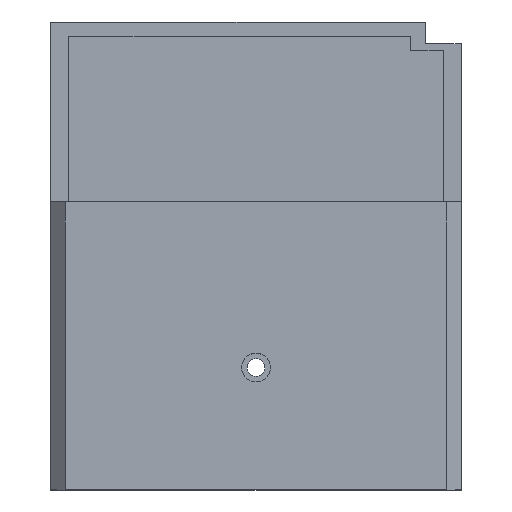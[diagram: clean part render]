
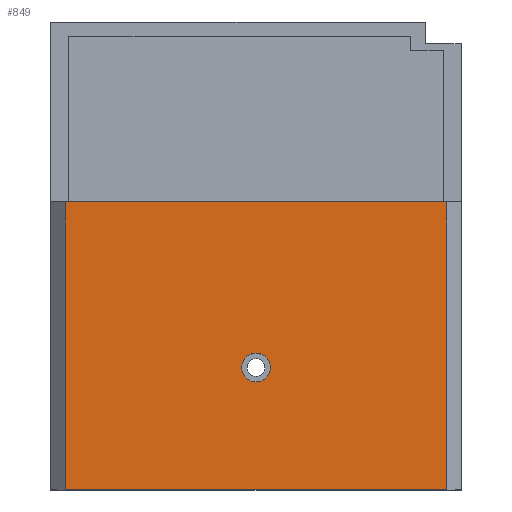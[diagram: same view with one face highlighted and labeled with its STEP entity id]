
A CAD part, top view. The second image highlights one B-rep face of the part: STEP entity #849.
In plain terms, the highlighted face is planar.
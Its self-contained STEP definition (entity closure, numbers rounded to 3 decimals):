
#30=FACE_BOUND('',#138,.T.);
#42=CIRCLE('',#932,2.);
#88=FACE_OUTER_BOUND('',#137,.T.);
#137=EDGE_LOOP('',(#719,#720,#721,#722));
#138=EDGE_LOOP('',(#723));
#237=LINE('',#1373,#338);
#238=LINE('',#1376,#339);
#241=LINE('',#1382,#342);
#242=LINE('',#1383,#343);
#338=VECTOR('',#1121,10.);
#339=VECTOR('',#1124,10.);
#342=VECTOR('',#1129,10.);
#343=VECTOR('',#1130,10.);
#415=VERTEX_POINT('',#1361);
#419=VERTEX_POINT('',#1371);
#420=VERTEX_POINT('',#1375);
#422=VERTEX_POINT('',#1381);
#423=VERTEX_POINT('',#1384);
#523=EDGE_CURVE('',#415,#419,#237,.T.);
#524=EDGE_CURVE('',#415,#420,#238,.T.);
#527=EDGE_CURVE('',#422,#419,#241,.T.);
#528=EDGE_CURVE('',#420,#422,#242,.T.);
#529=EDGE_CURVE('',#423,#423,#42,.T.);
#719=ORIENTED_EDGE('',*,*,#523,.T.);
#720=ORIENTED_EDGE('',*,*,#527,.F.);
#721=ORIENTED_EDGE('',*,*,#528,.F.);
#722=ORIENTED_EDGE('',*,*,#524,.F.);
#723=ORIENTED_EDGE('',*,*,#529,.T.);
#806=PLANE('',#931);
#849=ADVANCED_FACE('',(#88,#30),#806,.T.);
#931=AXIS2_PLACEMENT_3D('',#1380,#1127,#1128);
#932=AXIS2_PLACEMENT_3D('',#1385,#1131,#1132);
#1121=DIRECTION('',(1.,0.,0.));
#1124=DIRECTION('',(0.,-1.,0.));
#1127=DIRECTION('center_axis',(0.,0.,-1.));
#1128=DIRECTION('ref_axis',(-1.,0.,0.));
#1129=DIRECTION('',(0.,1.,0.));
#1130=DIRECTION('',(1.,0.,0.));
#1131=DIRECTION('center_axis',(0.,0.,1.));
#1132=DIRECTION('ref_axis',(1.,0.,0.));
#1361=CARTESIAN_POINT('',(2.,40.,0.));
#1371=CARTESIAN_POINT('',(55.,40.,0.));
#1373=CARTESIAN_POINT('',(14.25,40.,0.));
#1375=CARTESIAN_POINT('',(2.,0.,0.));
#1376=CARTESIAN_POINT('',(2.,46.5,0.));
#1380=CARTESIAN_POINT('Origin',(28.5,32.5,0.));
#1381=CARTESIAN_POINT('',(55.,0.,0.));
#1382=CARTESIAN_POINT('',(55.,15.5,0.));
#1383=CARTESIAN_POINT('',(0.,0.,0.));
#1384=CARTESIAN_POINT('',(26.5,17.,0.));
#1385=CARTESIAN_POINT('Origin',(28.5,17.,0.));
